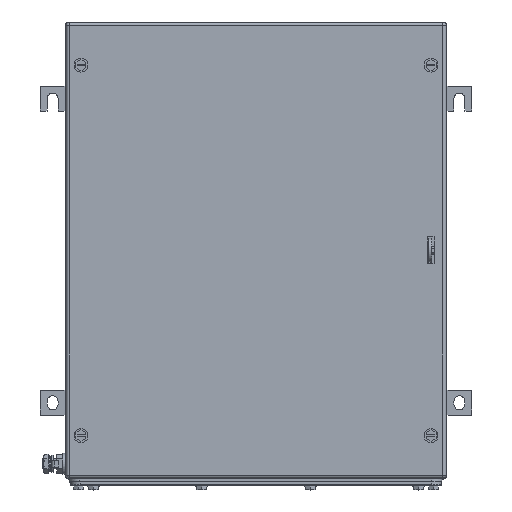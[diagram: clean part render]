
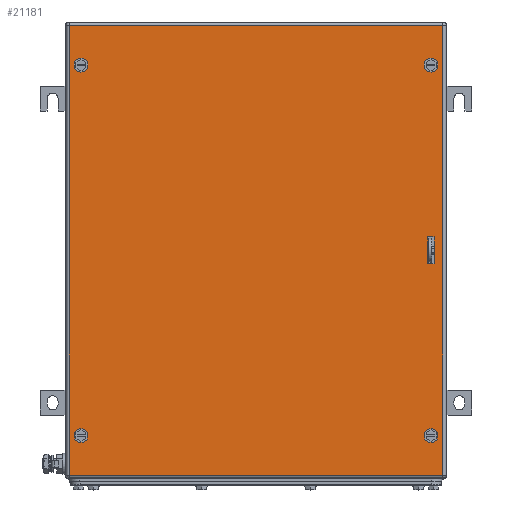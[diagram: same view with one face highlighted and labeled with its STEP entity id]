
A CAD part, top view. The second image highlights one B-rep face of the part: STEP entity #21181.
In plain terms, the highlighted planar face has unit normal (0, 0, 1).
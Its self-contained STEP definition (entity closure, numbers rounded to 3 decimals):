
#21021=AXIS2_PLACEMENT_3D('Circle Axis2P3D',#21019,#21020,$) ;
#21048=AXIS2_PLACEMENT_3D('Plane Axis2P3D',#21045,#21046,#21047) ;
#21086=AXIS2_PLACEMENT_3D('Circle Axis2P3D',#21084,#21085,$) ;
#21095=AXIS2_PLACEMENT_3D('Circle Axis2P3D',#21093,#21094,$) ;
#21104=AXIS2_PLACEMENT_3D('Circle Axis2P3D',#21102,#21103,$) ;
#21113=AXIS2_PLACEMENT_3D('Circle Axis2P3D',#21111,#21112,$) ;
#21122=AXIS2_PLACEMENT_3D('Circle Axis2P3D',#21120,#21121,$) ;
#21131=AXIS2_PLACEMENT_3D('Circle Axis2P3D',#21129,#21130,$) ;
#21140=AXIS2_PLACEMENT_3D('Circle Axis2P3D',#21138,#21139,$) ;
#21016=CARTESIAN_POINT('Vertex',(44.5,425.75,203.5)) ;
#21019=CARTESIAN_POINT('Axis2P3D Location',(41.,425.75,203.5)) ;
#21023=CARTESIAN_POINT('Vertex',(37.5,425.75,203.5)) ;
#21045=CARTESIAN_POINT('Axis2P3D Location',(216.5,240.,203.5)) ;
#21050=CARTESIAN_POINT('Line Origine',(216.5,465.5,203.5)) ;
#21054=CARTESIAN_POINT('Vertex',(404.,465.5,203.5)) ;
#21056=CARTESIAN_POINT('Vertex',(29.,465.5,203.5)) ;
#21059=CARTESIAN_POINT('Line Origine',(29.,240.,203.5)) ;
#21063=CARTESIAN_POINT('Vertex',(29.,14.5,203.5)) ;
#21066=CARTESIAN_POINT('Line Origine',(216.5,14.5,203.5)) ;
#21070=CARTESIAN_POINT('Vertex',(404.,14.5,203.5)) ;
#21073=CARTESIAN_POINT('Line Origine',(404.,240.,203.5)) ;
#21084=CARTESIAN_POINT('Axis2P3D Location',(41.,425.75,203.5)) ;
#21093=CARTESIAN_POINT('Axis2P3D Location',(41.,54.25,203.5)) ;
#21097=CARTESIAN_POINT('Vertex',(37.5,54.25,203.5)) ;
#21099=CARTESIAN_POINT('Vertex',(44.5,54.25,203.5)) ;
#21102=CARTESIAN_POINT('Axis2P3D Location',(41.,54.25,203.5)) ;
#21111=CARTESIAN_POINT('Axis2P3D Location',(392.,54.25,203.5)) ;
#21115=CARTESIAN_POINT('Vertex',(395.5,54.25,203.5)) ;
#21117=CARTESIAN_POINT('Vertex',(388.5,54.25,203.5)) ;
#21120=CARTESIAN_POINT('Axis2P3D Location',(392.,54.25,203.5)) ;
#21129=CARTESIAN_POINT('Axis2P3D Location',(392.,425.75,203.5)) ;
#21133=CARTESIAN_POINT('Vertex',(395.5,425.75,203.5)) ;
#21135=CARTESIAN_POINT('Vertex',(388.5,425.75,203.5)) ;
#21138=CARTESIAN_POINT('Axis2P3D Location',(392.,425.75,203.5)) ;
#21147=CARTESIAN_POINT('Line Origine',(391.75,226.5,203.5)) ;
#21151=CARTESIAN_POINT('Vertex',(395.,226.5,203.5)) ;
#21153=CARTESIAN_POINT('Vertex',(388.5,226.5,203.5)) ;
#21156=CARTESIAN_POINT('Line Origine',(388.5,240.,203.5)) ;
#21160=CARTESIAN_POINT('Vertex',(388.5,253.5,203.5)) ;
#21163=CARTESIAN_POINT('Line Origine',(391.75,253.5,203.5)) ;
#21167=CARTESIAN_POINT('Vertex',(395.,253.5,203.5)) ;
#21170=CARTESIAN_POINT('Line Origine',(395.,240.,203.5)) ;
#21020=DIRECTION('Axis2P3D Direction',(0.,0.,1.)) ;
#21046=DIRECTION('Axis2P3D Direction',(0.,0.,1.)) ;
#21047=DIRECTION('Axis2P3D XDirection',(1.,0.,0.)) ;
#21051=DIRECTION('Vector Direction',(1.,0.,0.)) ;
#21060=DIRECTION('Vector Direction',(0.,-1.,0.)) ;
#21067=DIRECTION('Vector Direction',(1.,0.,0.)) ;
#21074=DIRECTION('Vector Direction',(0.,1.,0.)) ;
#21085=DIRECTION('Axis2P3D Direction',(0.,0.,1.)) ;
#21094=DIRECTION('Axis2P3D Direction',(0.,0.,1.)) ;
#21103=DIRECTION('Axis2P3D Direction',(0.,0.,1.)) ;
#21112=DIRECTION('Axis2P3D Direction',(0.,0.,1.)) ;
#21121=DIRECTION('Axis2P3D Direction',(0.,0.,1.)) ;
#21130=DIRECTION('Axis2P3D Direction',(0.,0.,1.)) ;
#21139=DIRECTION('Axis2P3D Direction',(0.,0.,1.)) ;
#21148=DIRECTION('Vector Direction',(-1.,0.,0.)) ;
#21157=DIRECTION('Vector Direction',(0.,1.,0.)) ;
#21164=DIRECTION('Vector Direction',(1.,0.,0.)) ;
#21171=DIRECTION('Vector Direction',(0.,-1.,0.)) ;
#21052=VECTOR('Line Direction',#21051,1.) ;
#21061=VECTOR('Line Direction',#21060,1.) ;
#21068=VECTOR('Line Direction',#21067,1.) ;
#21075=VECTOR('Line Direction',#21074,1.) ;
#21149=VECTOR('Line Direction',#21148,1.) ;
#21158=VECTOR('Line Direction',#21157,1.) ;
#21165=VECTOR('Line Direction',#21164,1.) ;
#21172=VECTOR('Line Direction',#21171,1.) ;
#21079=ORIENTED_EDGE('',*,*,#21058,.T.) ;
#21080=ORIENTED_EDGE('',*,*,#21065,.T.) ;
#21081=ORIENTED_EDGE('',*,*,#21072,.T.) ;
#21082=ORIENTED_EDGE('',*,*,#21077,.T.) ;
#21090=ORIENTED_EDGE('',*,*,#21088,.F.) ;
#21091=ORIENTED_EDGE('',*,*,#21025,.F.) ;
#21108=ORIENTED_EDGE('',*,*,#21101,.F.) ;
#21109=ORIENTED_EDGE('',*,*,#21106,.F.) ;
#21126=ORIENTED_EDGE('',*,*,#21119,.F.) ;
#21127=ORIENTED_EDGE('',*,*,#21124,.F.) ;
#21144=ORIENTED_EDGE('',*,*,#21137,.F.) ;
#21145=ORIENTED_EDGE('',*,*,#21142,.F.) ;
#21176=ORIENTED_EDGE('',*,*,#21155,.T.) ;
#21177=ORIENTED_EDGE('',*,*,#21162,.T.) ;
#21178=ORIENTED_EDGE('',*,*,#21169,.T.) ;
#21179=ORIENTED_EDGE('',*,*,#21174,.T.) ;
#21092=FACE_BOUND('',#21089,.T.) ;
#21110=FACE_BOUND('',#21107,.T.) ;
#21128=FACE_BOUND('',#21125,.T.) ;
#21146=FACE_BOUND('',#21143,.T.) ;
#21180=FACE_BOUND('',#21175,.T.) ;
#21181=ADVANCED_FACE('ZUB_KTB_MH_453820_1GP_AllCATPart.1\\ZUB_DE_KTB_MH_480X480.1\\DE_KTB_MH_PART_MASTER.1\\Koerper.2',(#21083,#21092,#21110,#21128,#21146,#21180),#21049,.T.) ;
#21022=CIRCLE('generated circle',#21021,3.5) ;
#21087=CIRCLE('generated circle',#21086,3.5) ;
#21096=CIRCLE('generated circle',#21095,3.5) ;
#21105=CIRCLE('generated circle',#21104,3.5) ;
#21114=CIRCLE('generated circle',#21113,3.5) ;
#21123=CIRCLE('generated circle',#21122,3.5) ;
#21132=CIRCLE('generated circle',#21131,3.5) ;
#21141=CIRCLE('generated circle',#21140,3.5) ;
#21025=EDGE_CURVE('',#21017,#21024,#21022,.T.) ;
#21058=EDGE_CURVE('',#21055,#21057,#21053,.F.) ;
#21065=EDGE_CURVE('',#21057,#21064,#21062,.T.) ;
#21072=EDGE_CURVE('',#21064,#21071,#21069,.T.) ;
#21077=EDGE_CURVE('',#21071,#21055,#21076,.T.) ;
#21088=EDGE_CURVE('',#21024,#21017,#21087,.T.) ;
#21101=EDGE_CURVE('',#21098,#21100,#21096,.T.) ;
#21106=EDGE_CURVE('',#21100,#21098,#21105,.T.) ;
#21119=EDGE_CURVE('',#21116,#21118,#21114,.T.) ;
#21124=EDGE_CURVE('',#21118,#21116,#21123,.T.) ;
#21137=EDGE_CURVE('',#21134,#21136,#21132,.T.) ;
#21142=EDGE_CURVE('',#21136,#21134,#21141,.T.) ;
#21155=EDGE_CURVE('',#21152,#21154,#21150,.T.) ;
#21162=EDGE_CURVE('',#21154,#21161,#21159,.T.) ;
#21169=EDGE_CURVE('',#21161,#21168,#21166,.T.) ;
#21174=EDGE_CURVE('',#21168,#21152,#21173,.T.) ;
#21078=EDGE_LOOP('',(#21079,#21080,#21081,#21082)) ;
#21089=EDGE_LOOP('',(#21090,#21091)) ;
#21107=EDGE_LOOP('',(#21108,#21109)) ;
#21125=EDGE_LOOP('',(#21126,#21127)) ;
#21143=EDGE_LOOP('',(#21144,#21145)) ;
#21175=EDGE_LOOP('',(#21176,#21177,#21178,#21179)) ;
#21083=FACE_OUTER_BOUND('',#21078,.T.) ;
#21053=LINE('Line',#21050,#21052) ;
#21062=LINE('Line',#21059,#21061) ;
#21069=LINE('Line',#21066,#21068) ;
#21076=LINE('Line',#21073,#21075) ;
#21150=LINE('Line',#21147,#21149) ;
#21159=LINE('Line',#21156,#21158) ;
#21166=LINE('Line',#21163,#21165) ;
#21173=LINE('Line',#21170,#21172) ;
#21049=PLANE('',#21048) ;
#21017=VERTEX_POINT('',#21016) ;
#21024=VERTEX_POINT('',#21023) ;
#21055=VERTEX_POINT('',#21054) ;
#21057=VERTEX_POINT('',#21056) ;
#21064=VERTEX_POINT('',#21063) ;
#21071=VERTEX_POINT('',#21070) ;
#21098=VERTEX_POINT('',#21097) ;
#21100=VERTEX_POINT('',#21099) ;
#21116=VERTEX_POINT('',#21115) ;
#21118=VERTEX_POINT('',#21117) ;
#21134=VERTEX_POINT('',#21133) ;
#21136=VERTEX_POINT('',#21135) ;
#21152=VERTEX_POINT('',#21151) ;
#21154=VERTEX_POINT('',#21153) ;
#21161=VERTEX_POINT('',#21160) ;
#21168=VERTEX_POINT('',#21167) ;
